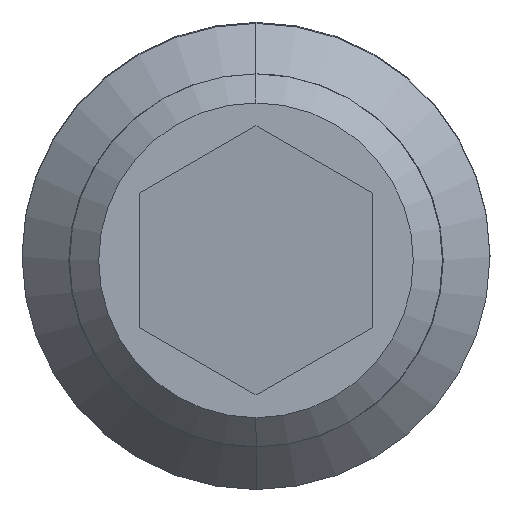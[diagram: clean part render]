
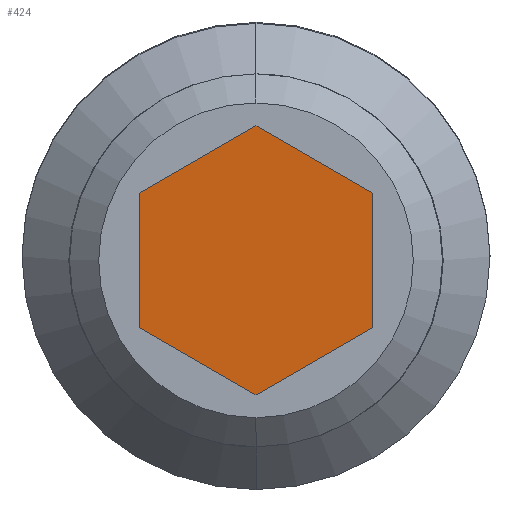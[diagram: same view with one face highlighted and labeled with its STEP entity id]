
A CAD part, left-side view. The second image highlights one B-rep face of the part: STEP entity #424.
In plain terms, the highlighted planar face has unit normal (-0.996, 0, -0.087).
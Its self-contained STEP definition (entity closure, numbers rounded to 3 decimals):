
#424=ADVANCED_FACE('',(#851),#852,.T.);
#851=FACE_OUTER_BOUND('',#1285,.T.);
#852=PLANE('',#1286);
#1285=EDGE_LOOP('',(#2292,#2293,#2294,#2295,#2296,#2297));
#1286=AXIS2_PLACEMENT_3D('',#2298,#2299,#2300);
#2292=ORIENTED_EDGE('',*,*,#2875,.F.);
#2293=ORIENTED_EDGE('',*,*,#2876,.F.);
#2294=ORIENTED_EDGE('',*,*,#2877,.F.);
#2295=ORIENTED_EDGE('',*,*,#2878,.F.);
#2296=ORIENTED_EDGE('',*,*,#2879,.F.);
#2297=ORIENTED_EDGE('',*,*,#2880,.F.);
#2298=CARTESIAN_POINT('',(0.358,0.0,0.8));
#2299=DIRECTION('',(-0.996,-0.0,-0.087));
#2300=DIRECTION('',(0.087,0.0,-0.996));
#2875=EDGE_CURVE('',#3456,#3457,#3458,.T.);
#2876=EDGE_CURVE('',#3459,#3456,#3460,.T.);
#2877=EDGE_CURVE('',#3461,#3459,#3462,.T.);
#2878=EDGE_CURVE('',#3463,#3461,#3464,.T.);
#2879=EDGE_CURVE('',#3465,#3463,#3466,.T.);
#2880=EDGE_CURVE('',#3457,#3465,#3467,.T.);
#3456=VERTEX_POINT('',#4399);
#3457=VERTEX_POINT('',#4400);
#3458=LINE('',#4401,#4402);
#3459=VERTEX_POINT('',#4403);
#3460=LINE('',#4404,#4405);
#3461=VERTEX_POINT('',#4406);
#3462=LINE('',#4407,#4408);
#3463=VERTEX_POINT('',#4409);
#3464=LINE('',#4410,#4411);
#3465=VERTEX_POINT('',#4412);
#3466=LINE('',#4413,#4414);
#3467=LINE('',#4415,#4416);
#4399=CARTESIAN_POINT('',(0.327,0.,1.155));
#4400=CARTESIAN_POINT('',(0.378,-1.,0.577));
#4401=CARTESIAN_POINT('',(0.344,-0.321,0.97));
#4402=VECTOR('',#5072,1.0);
#4403=CARTESIAN_POINT('',(0.378,1.,0.577));
#4404=CARTESIAN_POINT('',(0.344,0.321,0.97));
#4405=VECTOR('',#5073,1.0);
#4406=CARTESIAN_POINT('',(0.479,1.,-0.577));
#4407=CARTESIAN_POINT('',(0.392,1.,0.419));
#4408=VECTOR('',#5074,1.0);
#4409=CARTESIAN_POINT('',(0.529,0.,-1.155));
#4410=CARTESIAN_POINT('',(0.495,0.685,-0.759));
#4411=VECTOR('',#5075,1.0);
#4412=CARTESIAN_POINT('',(0.479,-1.,-0.577));
#4413=CARTESIAN_POINT('',(0.495,-0.685,-0.759));
#4414=VECTOR('',#5076,1.0);
#4415=CARTESIAN_POINT('',(0.392,-1.,0.419));
#4416=VECTOR('',#5077,1.0);
#5072=DIRECTION('',(0.044,-0.865,-0.5));
#5073=DIRECTION('',(-0.044,-0.865,0.5));
#5074=DIRECTION('',(-0.087,0.,0.996));
#5075=DIRECTION('',(-0.044,0.865,0.5));
#5076=DIRECTION('',(0.044,0.865,-0.5));
#5077=DIRECTION('',(0.087,0.,-0.996));
